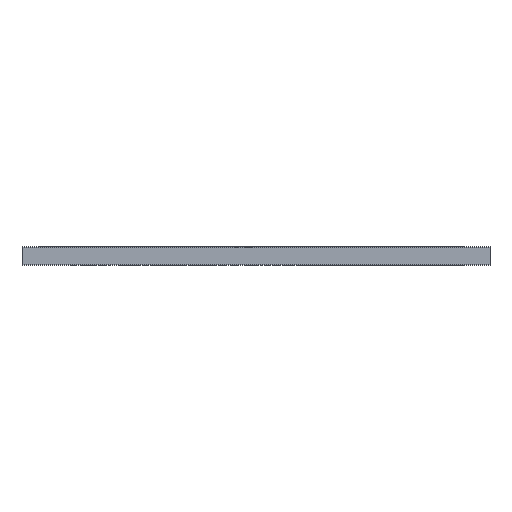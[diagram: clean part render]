
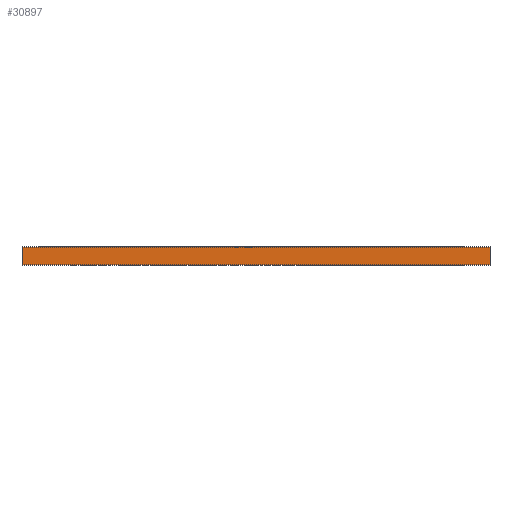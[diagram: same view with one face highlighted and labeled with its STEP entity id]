
A CAD part, front view. The second image highlights one B-rep face of the part: STEP entity #30897.
In plain terms, the highlighted planar face has unit normal (0, -1, 0).
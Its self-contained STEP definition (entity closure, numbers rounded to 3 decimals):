
#30897 = ADVANCED_FACE('',(#30898),#30932,.T.);
#30898 = FACE_BOUND('',#30899,.T.);
#30899 = EDGE_LOOP('',(#30900,#30910,#30918,#30926));
#30900 = ORIENTED_EDGE('',*,*,#30901,.T.);
#30901 = EDGE_CURVE('',#30902,#30904,#30906,.T.);
#30902 = VERTEX_POINT('',#30903);
#30903 = CARTESIAN_POINT('',(155.3,-117.2,0.));
#30904 = VERTEX_POINT('',#30905);
#30905 = CARTESIAN_POINT('',(155.3,-117.2,1.51));
#30906 = LINE('',#30907,#30908);
#30907 = CARTESIAN_POINT('',(155.3,-117.2,0.));
#30908 = VECTOR('',#30909,1.);
#30909 = DIRECTION('',(0.,0.,1.));
#30910 = ORIENTED_EDGE('',*,*,#30911,.T.);
#30911 = EDGE_CURVE('',#30904,#30912,#30914,.T.);
#30912 = VERTEX_POINT('',#30913);
#30913 = CARTESIAN_POINT('',(115.8,-117.2,1.51));
#30914 = LINE('',#30915,#30916);
#30915 = CARTESIAN_POINT('',(155.3,-117.2,1.51));
#30916 = VECTOR('',#30917,1.);
#30917 = DIRECTION('',(-1.,0.,0.));
#30918 = ORIENTED_EDGE('',*,*,#30919,.F.);
#30919 = EDGE_CURVE('',#30920,#30912,#30922,.T.);
#30920 = VERTEX_POINT('',#30921);
#30921 = CARTESIAN_POINT('',(115.8,-117.2,0.));
#30922 = LINE('',#30923,#30924);
#30923 = CARTESIAN_POINT('',(115.8,-117.2,0.));
#30924 = VECTOR('',#30925,1.);
#30925 = DIRECTION('',(0.,0.,1.));
#30926 = ORIENTED_EDGE('',*,*,#30927,.F.);
#30927 = EDGE_CURVE('',#30902,#30920,#30928,.T.);
#30928 = LINE('',#30929,#30930);
#30929 = CARTESIAN_POINT('',(155.3,-117.2,0.));
#30930 = VECTOR('',#30931,1.);
#30931 = DIRECTION('',(-1.,0.,0.));
#30932 = PLANE('',#30933);
#30933 = AXIS2_PLACEMENT_3D('',#30934,#30935,#30936);
#30934 = CARTESIAN_POINT('',(155.3,-117.2,0.));
#30935 = DIRECTION('',(0.,-1.,0.));
#30936 = DIRECTION('',(-1.,0.,0.));
